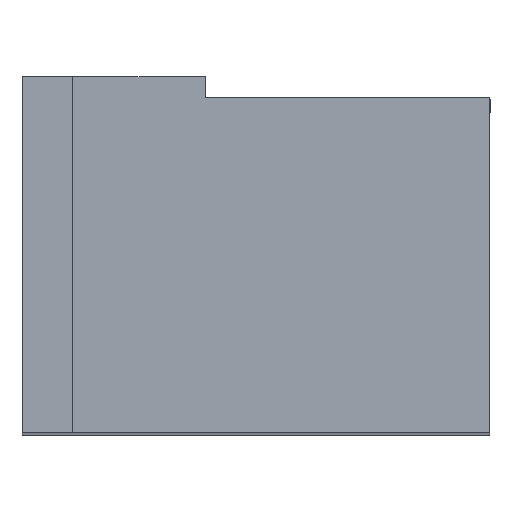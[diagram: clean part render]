
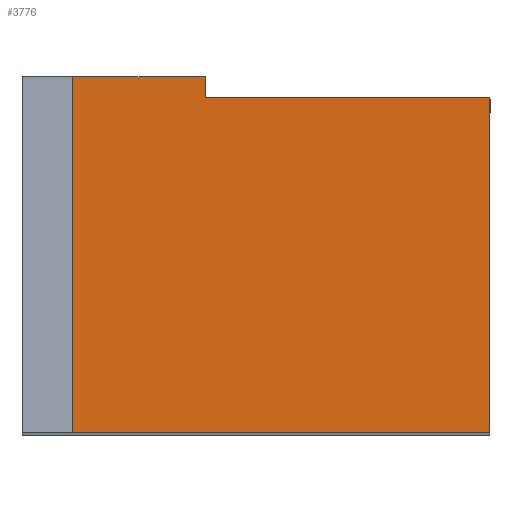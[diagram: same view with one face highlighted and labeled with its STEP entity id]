
A CAD part, top view. The second image highlights one B-rep face of the part: STEP entity #3776.
In plain terms, the highlighted planar face has unit normal (0, 0, 1).
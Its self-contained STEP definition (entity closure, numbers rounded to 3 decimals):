
#26 = ORIENTED_EDGE ( 'NONE', *, *, #5368, .F. ) ;
#121 = LINE ( 'NONE', #5276, #5531 ) ;
#391 = DIRECTION ( 'NONE',  ( -1., 0., 0. ) ) ;
#399 = CARTESIAN_POINT ( 'NONE',  ( 9.2, 6.6, 0. ) ) ;
#468 = LINE ( 'NONE', #1308, #5159 ) ;
#741 = ORIENTED_EDGE ( 'NONE', *, *, #3950, .T. ) ;
#818 = DIRECTION ( 'NONE',  ( 0., 1., 0. ) ) ;
#892 = CARTESIAN_POINT ( 'NONE',  ( 1., 0., 0. ) ) ;
#1091 = LINE ( 'NONE', #3070, #1984 ) ;
#1149 = VECTOR ( 'NONE', #2721, 1000. ) ;
#1190 = EDGE_CURVE ( 'NONE', #2762, #4075, #3036, .T. ) ;
#1308 = CARTESIAN_POINT ( 'NONE',  ( 3.6, 6.6, 0. ) ) ;
#1427 = FACE_OUTER_BOUND ( 'NONE', #5132, .T. ) ;
#1565 = VERTEX_POINT ( 'NONE', #4507 ) ;
#1604 = DIRECTION ( 'NONE',  ( 0., 1., 0. ) ) ;
#1660 = EDGE_CURVE ( 'NONE', #3646, #2831, #5641, .T. ) ;
#1769 = ORIENTED_EDGE ( 'NONE', *, *, #3390, .T. ) ;
#1907 = ORIENTED_EDGE ( 'NONE', *, *, #3561, .T. ) ;
#1984 = VECTOR ( 'NONE', #391, 1000. ) ;
#2010 = CARTESIAN_POINT ( 'NONE',  ( 9.2, 6.6, 0. ) ) ;
#2112 = PLANE ( 'NONE',  #3212 ) ;
#2297 = CARTESIAN_POINT ( 'NONE',  ( 0., 7., 0. ) ) ;
#2721 = DIRECTION ( 'NONE',  ( 1., 0., 0. ) ) ;
#2762 = VERTEX_POINT ( 'NONE', #892 ) ;
#2831 = VERTEX_POINT ( 'NONE', #4840 ) ;
#2849 = VERTEX_POINT ( 'NONE', #399 ) ;
#3036 = LINE ( 'NONE', #5340, #1149 ) ;
#3070 = CARTESIAN_POINT ( 'NONE',  ( 9.2, 6.6, 0. ) ) ;
#3157 = ORIENTED_EDGE ( 'NONE', *, *, #1660, .T. ) ;
#3212 = AXIS2_PLACEMENT_3D ( 'NONE', #3491, #5205, #5280 ) ;
#3249 = DIRECTION ( 'NONE',  ( -1., 0., 0. ) ) ;
#3326 = CARTESIAN_POINT ( 'NONE',  ( 9.2, 0., 0. ) ) ;
#3360 = LINE ( 'NONE', #2010, #5230 ) ;
#3390 = EDGE_CURVE ( 'NONE', #4075, #2849, #3360, .T. ) ;
#3491 = CARTESIAN_POINT ( 'NONE',  ( 0., 0., 0. ) ) ;
#3561 = EDGE_CURVE ( 'NONE', #1565, #3646, #468, .T. ) ;
#3601 = VECTOR ( 'NONE', #3249, 1000. ) ;
#3646 = VERTEX_POINT ( 'NONE', #4953 ) ;
#3776 = ADVANCED_FACE ( 'NONE', ( #1427 ), #2112, .F. ) ;
#3950 = EDGE_CURVE ( 'NONE', #2849, #1565, #1091, .T. ) ;
#4075 = VERTEX_POINT ( 'NONE', #3326 ) ;
#4507 = CARTESIAN_POINT ( 'NONE',  ( 3.6, 6.6, 0. ) ) ;
#4692 = ORIENTED_EDGE ( 'NONE', *, *, #1190, .T. ) ;
#4840 = CARTESIAN_POINT ( 'NONE',  ( 1., 7., 0. ) ) ;
#4953 = CARTESIAN_POINT ( 'NONE',  ( 3.6, 7., 0. ) ) ;
#5132 = EDGE_LOOP ( 'NONE', ( #26, #4692, #1769, #741, #1907, #3157 ) ) ;
#5159 = VECTOR ( 'NONE', #5819, 1000. ) ;
#5205 = DIRECTION ( 'NONE',  ( 0., 0., -1. ) ) ;
#5230 = VECTOR ( 'NONE', #1604, 1000. ) ;
#5276 = CARTESIAN_POINT ( 'NONE',  ( 1., 0., 0. ) ) ;
#5280 = DIRECTION ( 'NONE',  ( -1., 0., 0. ) ) ;
#5340 = CARTESIAN_POINT ( 'NONE',  ( 9.2, 0., 0. ) ) ;
#5368 = EDGE_CURVE ( 'NONE', #2762, #2831, #121, .T. ) ;
#5531 = VECTOR ( 'NONE', #818, 1000. ) ;
#5641 = LINE ( 'NONE', #2297, #3601 ) ;
#5819 = DIRECTION ( 'NONE',  ( 0., 1., 0. ) ) ;
